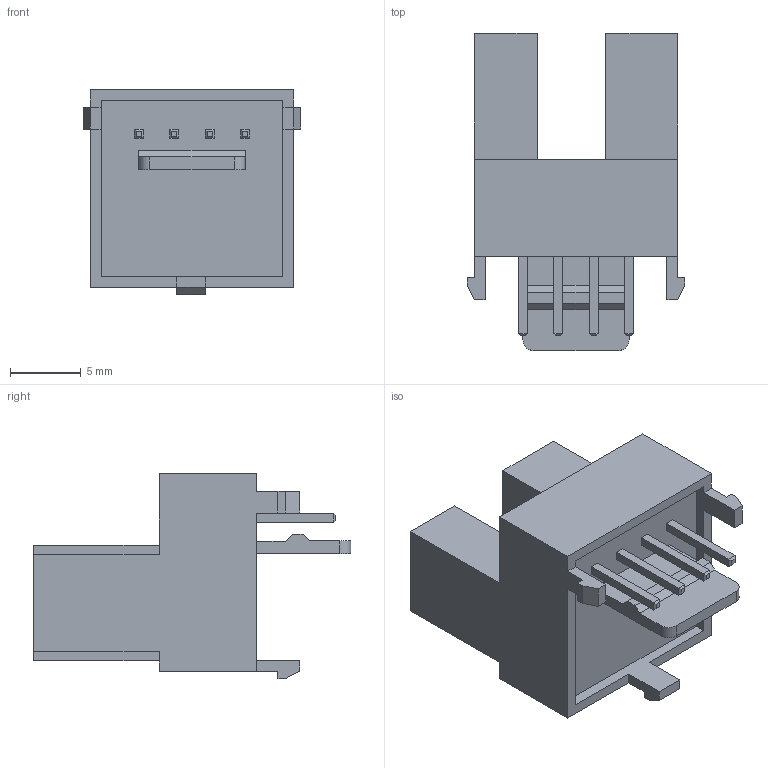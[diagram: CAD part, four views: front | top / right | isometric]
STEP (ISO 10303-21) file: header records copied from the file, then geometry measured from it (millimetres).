
FILE_DESCRIPTION (( 'STEP AP214' ), '1' );
FILE_NAME ('OPB950Z.STEP', '2018-03-13T14:53:23', ( '' ), ( '' ), 'SwSTEP 2.0', 'SolidWorks 2015', '' );
FILE_SCHEMA (( 'AUTOMOTIVE_DESIGN' ));
Length unit declared in the file: inch
Products named in the file (1): OPB950Z
Bounding box: 15.37 x 22.4 x 14.48 mm (x, y, z)
Volume: 1968.9 mm3; surface area: 1506.2 mm2
Topology: 1 solids, 1 shells, 86 faces, 221 edges, 142 vertices
Faces by surface type: plane 84, cylinder 2
Entity records: 3049 total; most frequent: CARTESIAN_POINT 450, ORIENTED_EDGE 442, DIRECTION 399, EDGE_CURVE 221, VECTOR 217, LINE 217, VERTEX_POINT 142, EDGE_LOOP 91
